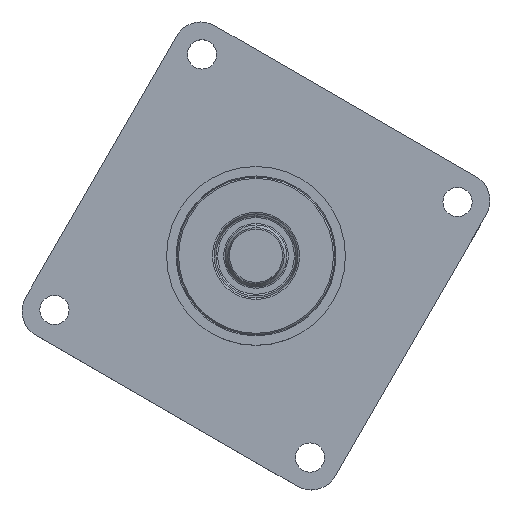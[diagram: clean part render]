
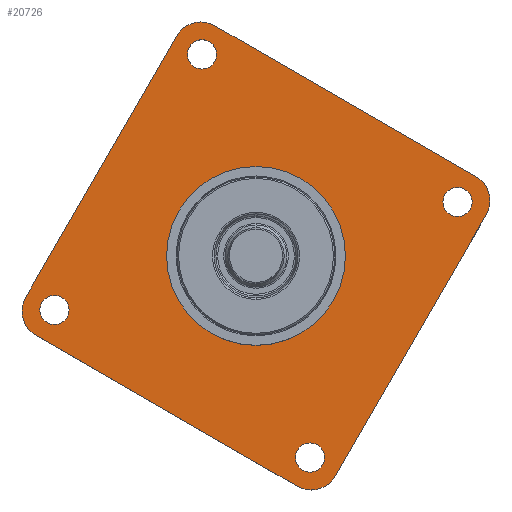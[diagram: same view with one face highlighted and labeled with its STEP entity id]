
A CAD part, top view. The second image highlights one B-rep face of the part: STEP entity #20726.
In plain terms, the highlighted planar face has unit normal (0, 0, 1).
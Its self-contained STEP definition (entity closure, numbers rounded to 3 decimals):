
#11=CARTESIAN_POINT('',(0.,0.,22.5));
#12=DIRECTION('',(0.,0.,-1.));
#13=DIRECTION('',(0.,1.,0.));
#14=AXIS2_PLACEMENT_3D('',#11,#12,#13);
#20=CARTESIAN_POINT('',(0.,0.,22.5));
#21=DIRECTION('',(0.,0.,1.));
#22=DIRECTION('',(0.,1.,0.));
#23=AXIS2_PLACEMENT_3D('',#20,#21,#22);
#29=DIRECTION('',(0.5,0.866,0.));
#30=VECTOR('',#29,53.5);
#31=CARTESIAN_POINT('',(-40.871,-7.291,22.5));
#32=LINE('',#31,#30);
#33=CARTESIAN_POINT('',(-9.791,36.541,22.5));
#34=DIRECTION('',(0.,0.,1.));
#35=DIRECTION('',(0.5,0.866,0.));
#36=AXIS2_PLACEMENT_3D('',#33,#34,#35);
#38=DIRECTION('',(0.866,-0.5,0.));
#39=VECTOR('',#38,53.5);
#40=CARTESIAN_POINT('',(-7.291,40.871,22.5));
#41=LINE('',#40,#39);
#42=CARTESIAN_POINT('',(36.541,9.791,22.5));
#43=DIRECTION('',(0.,0.,1.));
#44=DIRECTION('',(0.866,-0.5,0.));
#45=AXIS2_PLACEMENT_3D('',#42,#43,#44);
#47=DIRECTION('',(-0.5,-0.866,0.));
#48=VECTOR('',#47,53.5);
#49=CARTESIAN_POINT('',(40.871,7.291,22.5));
#50=LINE('',#49,#48);
#51=CARTESIAN_POINT('',(9.791,-36.541,22.5));
#52=DIRECTION('',(0.,0.,1.));
#53=DIRECTION('',(-0.5,-0.866,0.));
#54=AXIS2_PLACEMENT_3D('',#51,#52,#53);
#56=DIRECTION('',(-0.866,0.5,0.));
#57=VECTOR('',#56,53.5);
#58=CARTESIAN_POINT('',(7.291,-40.871,22.5));
#59=LINE('',#58,#57);
#60=CARTESIAN_POINT('',(-36.541,-9.791,22.5));
#61=DIRECTION('',(0.,0.,1.));
#62=DIRECTION('',(-0.866,0.5,0.));
#63=AXIS2_PLACEMENT_3D('',#60,#61,#62);
#65=CARTESIAN_POINT('',(9.59,-35.79,22.5));
#66=DIRECTION('',(0.,0.,-1.));
#67=DIRECTION('',(0.,-1.,0.));
#68=AXIS2_PLACEMENT_3D('',#65,#66,#67);
#70=CARTESIAN_POINT('',(9.59,-35.79,22.5));
#71=DIRECTION('',(0.,0.,-1.));
#72=DIRECTION('',(0.,1.,0.));
#73=AXIS2_PLACEMENT_3D('',#70,#71,#72);
#75=CARTESIAN_POINT('',(-35.79,-9.59,22.5));
#76=DIRECTION('',(0.,0.,-1.));
#77=DIRECTION('',(0.,-1.,0.));
#78=AXIS2_PLACEMENT_3D('',#75,#76,#77);
#80=CARTESIAN_POINT('',(-35.79,-9.59,22.5));
#81=DIRECTION('',(0.,0.,-1.));
#82=DIRECTION('',(0.,1.,0.));
#83=AXIS2_PLACEMENT_3D('',#80,#81,#82);
#85=CARTESIAN_POINT('',(35.79,9.59,22.5));
#86=DIRECTION('',(0.,0.,-1.));
#87=DIRECTION('',(0.,-1.,0.));
#88=AXIS2_PLACEMENT_3D('',#85,#86,#87);
#90=CARTESIAN_POINT('',(35.79,9.59,22.5));
#91=DIRECTION('',(0.,0.,-1.));
#92=DIRECTION('',(0.,1.,0.));
#93=AXIS2_PLACEMENT_3D('',#90,#91,#92);
#95=CARTESIAN_POINT('',(-9.59,35.79,22.5));
#96=DIRECTION('',(0.,0.,-1.));
#97=DIRECTION('',(0.,-1.,0.));
#98=AXIS2_PLACEMENT_3D('',#95,#96,#97);
#100=CARTESIAN_POINT('',(-9.59,35.79,22.5));
#101=DIRECTION('',(0.,0.,-1.));
#102=DIRECTION('',(0.,1.,0.));
#103=AXIS2_PLACEMENT_3D('',#100,#101,#102);
#17172=CARTESIAN_POINT('',(-40.871,-7.291,22.5));
#17174=VERTEX_POINT('',#17172);
#17176=CARTESIAN_POINT('',(-14.121,39.041,22.5));
#17178=VERTEX_POINT('',#17176);
#17180=CARTESIAN_POINT('',(-7.291,40.871,22.5));
#17182=VERTEX_POINT('',#17180);
#17184=CARTESIAN_POINT('',(39.041,14.121,22.5));
#17186=VERTEX_POINT('',#17184);
#17188=CARTESIAN_POINT('',(40.871,7.291,22.5));
#17190=VERTEX_POINT('',#17188);
#17192=CARTESIAN_POINT('',(14.121,-39.041,22.5));
#17194=VERTEX_POINT('',#17192);
#17196=CARTESIAN_POINT('',(7.291,-40.871,22.5));
#17198=VERTEX_POINT('',#17196);
#17200=CARTESIAN_POINT('',(-39.041,-14.121,22.5));
#17202=VERTEX_POINT('',#17200);
#17204=CARTESIAN_POINT('',(0.,15.875,22.5));
#17205=CARTESIAN_POINT('',(0.,-15.875,22.5));
#17206=VERTEX_POINT('',#17204);
#17207=VERTEX_POINT('',#17205);
#17212=CARTESIAN_POINT('',(-9.59,33.19,22.5));
#17213=CARTESIAN_POINT('',(-9.59,38.39,22.5));
#17214=VERTEX_POINT('',#17212);
#17215=VERTEX_POINT('',#17213);
#17220=CARTESIAN_POINT('',(35.79,6.99,22.5));
#17221=CARTESIAN_POINT('',(35.79,12.19,22.5));
#17222=VERTEX_POINT('',#17220);
#17223=VERTEX_POINT('',#17221);
#17228=CARTESIAN_POINT('',(-35.79,-12.19,22.5));
#17229=CARTESIAN_POINT('',(-35.79,-6.99,22.5));
#17230=VERTEX_POINT('',#17228);
#17231=VERTEX_POINT('',#17229);
#17236=CARTESIAN_POINT('',(9.59,-38.39,22.5));
#17237=CARTESIAN_POINT('',(9.59,-33.19,22.5));
#17238=VERTEX_POINT('',#17236);
#17239=VERTEX_POINT('',#17237);
#20675=CARTESIAN_POINT('',(0.,0.,22.5));
#20676=DIRECTION('',(0.,0.,-1.));
#20677=DIRECTION('',(0.,1.,0.));
#20678=AXIS2_PLACEMENT_3D('',#20675,#20676,#20677);
#20679=PLANE('',#20678);
#20681=ORIENTED_EDGE('',*,*,#20680,.T.);
#20683=ORIENTED_EDGE('',*,*,#20682,.F.);
#20685=ORIENTED_EDGE('',*,*,#20684,.T.);
#20687=ORIENTED_EDGE('',*,*,#20686,.F.);
#20689=ORIENTED_EDGE('',*,*,#20688,.T.);
#20691=ORIENTED_EDGE('',*,*,#20690,.F.);
#20693=ORIENTED_EDGE('',*,*,#20692,.T.);
#20695=ORIENTED_EDGE('',*,*,#20694,.F.);
#20696=EDGE_LOOP('',(#20681,#20683,#20685,#20687,#20689,#20691,#20693,#20695));
#20697=FACE_OUTER_BOUND('',#20696,.F.);
#20699=ORIENTED_EDGE('',*,*,#20698,.F.);
#20701=ORIENTED_EDGE('',*,*,#20700,.F.);
#20702=EDGE_LOOP('',(#20699,#20701));
#20703=FACE_BOUND('',#20702,.F.);
#20705=ORIENTED_EDGE('',*,*,#20704,.F.);
#20707=ORIENTED_EDGE('',*,*,#20706,.F.);
#20708=EDGE_LOOP('',(#20705,#20707));
#20709=FACE_BOUND('',#20708,.F.);
#20711=ORIENTED_EDGE('',*,*,#20710,.F.);
#20713=ORIENTED_EDGE('',*,*,#20712,.F.);
#20714=EDGE_LOOP('',(#20711,#20713));
#20715=FACE_BOUND('',#20714,.F.);
#20716=ORIENTED_EDGE('',*,*,#20669,.T.);
#20717=ORIENTED_EDGE('',*,*,#20655,.F.);
#20718=EDGE_LOOP('',(#20716,#20717));
#20719=FACE_BOUND('',#20718,.F.);
#20721=ORIENTED_EDGE('',*,*,#20720,.F.);
#20723=ORIENTED_EDGE('',*,*,#20722,.F.);
#20724=EDGE_LOOP('',(#20721,#20723));
#20725=FACE_BOUND('',#20724,.F.);
#15=CIRCLE('',#14,15.875);
#24=CIRCLE('',#23,15.875);
#37=CIRCLE('',#36,5.);
#46=CIRCLE('',#45,5.);
#55=CIRCLE('',#54,5.);
#64=CIRCLE('',#63,5.);
#69=CIRCLE('',#68,2.6);
#74=CIRCLE('',#73,2.6);
#79=CIRCLE('',#78,2.6);
#84=CIRCLE('',#83,2.6);
#89=CIRCLE('',#88,2.6);
#94=CIRCLE('',#93,2.6);
#99=CIRCLE('',#98,2.6);
#104=CIRCLE('',#103,2.6);
#20655=EDGE_CURVE('',#17206,#17207,#15,.T.);
#20669=EDGE_CURVE('',#17206,#17207,#24,.T.);
#20680=EDGE_CURVE('',#17174,#17178,#32,.T.);
#20682=EDGE_CURVE('',#17182,#17178,#37,.T.);
#20684=EDGE_CURVE('',#17182,#17186,#41,.T.);
#20686=EDGE_CURVE('',#17190,#17186,#46,.T.);
#20688=EDGE_CURVE('',#17190,#17194,#50,.T.);
#20690=EDGE_CURVE('',#17198,#17194,#55,.T.);
#20692=EDGE_CURVE('',#17198,#17202,#59,.T.);
#20694=EDGE_CURVE('',#17174,#17202,#64,.T.);
#20698=EDGE_CURVE('',#17238,#17239,#69,.T.);
#20700=EDGE_CURVE('',#17239,#17238,#74,.T.);
#20704=EDGE_CURVE('',#17230,#17231,#79,.T.);
#20706=EDGE_CURVE('',#17231,#17230,#84,.T.);
#20710=EDGE_CURVE('',#17222,#17223,#89,.T.);
#20712=EDGE_CURVE('',#17223,#17222,#94,.T.);
#20720=EDGE_CURVE('',#17214,#17215,#99,.T.);
#20722=EDGE_CURVE('',#17215,#17214,#104,.T.);
#20726=ADVANCED_FACE('',(#20697,#20703,#20709,#20715,#20719,#20725),#20679,.F.);
